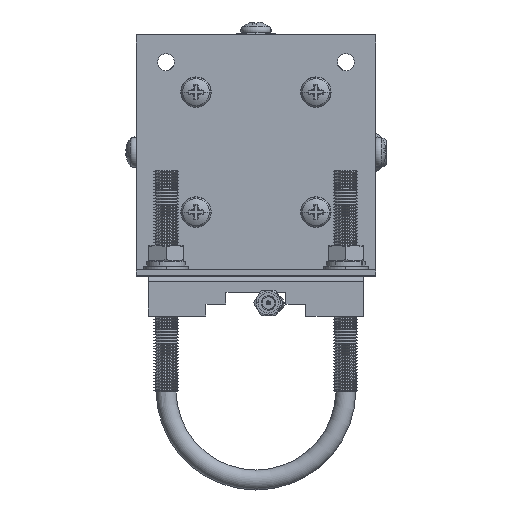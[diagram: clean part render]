
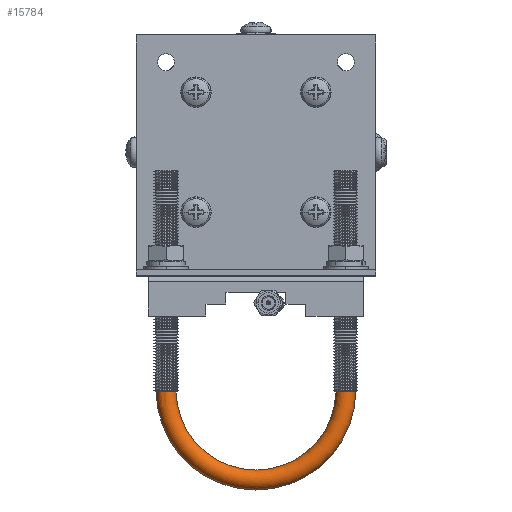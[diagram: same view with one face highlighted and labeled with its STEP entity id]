
A CAD part, top view. The second image highlights one B-rep face of the part: STEP entity #15784.
In plain terms, the highlighted toroidal (fillet/blend) face has major radius 28.575 mm and minor radius 3.175 mm.
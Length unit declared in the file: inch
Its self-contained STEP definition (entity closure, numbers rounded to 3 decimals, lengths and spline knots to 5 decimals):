
#709 = CARTESIAN_POINT ( 'NONE',  ( 0.02075, -2.77368, -0.12422 ) ) ;
#838 = CARTESIAN_POINT ( 'NONE',  ( 0.12339, -2.77388, -2.22705 ) ) ;
#1347 = CARTESIAN_POINT ( 'NONE',  ( 0., -2.75, -2.375 ) ) ;
#1668 = B_SPLINE_CURVE_WITH_KNOTS ( 'NONE', 3,
 ( #11243, #22648, #23527, #12143 ),
 .UNSPECIFIED., .F., .F.,
 ( 4, 4 ),
 ( -0.00024, 0.00037 ),
 .UNSPECIFIED. ) ;
#1934 = EDGE_CURVE ( 'NONE', #41140, #26700, #34695, .T. ) ;
#2422 = AXIS2_PLACEMENT_3D ( 'NONE', #6576, #14271, #36834 ) ;
#3198 = DIRECTION ( 'NONE',  ( 0., 0., 1. ) ) ;
#3934 = CARTESIAN_POINT ( 'NONE',  ( 0., -2.75, 0. ) ) ;
#4082 = CARTESIAN_POINT ( 'NONE',  ( 0.09894, -2.77369, -2.17081 ) ) ;
#4556 = CARTESIAN_POINT ( 'NONE',  ( 0.00211, -2.77371, -2.12473 ) ) ;
#4803 = TOROIDAL_SURFACE ( 'NONE', #2422, 1.125, 0.125 ) ;
#4905 = ORIENTED_EDGE ( 'NONE', *, *, #29620, .T. ) ;
#4936 = CARTESIAN_POINT ( 'NONE',  ( 0.09895, -2.77369, -0.07918 ) ) ;
#5210 = DIRECTION ( 'NONE',  ( 0., 1., 0. ) ) ;
#6576 = CARTESIAN_POINT ( 'NONE',  ( 0., -2.75, -1.125 ) ) ;
#8269 = CARTESIAN_POINT ( 'NONE',  ( 0.11361, -2.77378, -2.19668 ) ) ;
#8303 = ORIENTED_EDGE ( 'NONE', *, *, #35355, .T. ) ;
#8508 = CARTESIAN_POINT ( 'NONE',  ( 0.04567, -2.77364, -2.13265 ) ) ;
#8659 = CIRCLE ( 'NONE', #36383, 0.125 ) ;
#9271 = EDGE_CURVE ( 'NONE', #28158, #26700, #27755, .T. ) ;
#9662 = DIRECTION ( 'NONE',  ( 1., 0., 0. ) ) ;
#10716 = CARTESIAN_POINT ( 'NONE',  ( 0.12501, -2.77391, -0.01176 ) ) ;
#11243 = CARTESIAN_POINT ( 'NONE',  ( 0.125, -2.75, -2.25 ) ) ;
#11750 = CARTESIAN_POINT ( 'NONE',  ( 0.086, -2.77365, -2.15755 ) ) ;
#12143 = CARTESIAN_POINT ( 'NONE',  ( 0.125, -2.77393, -2.24987 ) ) ;
#12241 = CARTESIAN_POINT ( 'NONE',  ( 0.00121, -2.77371, -2.12472 ) ) ;
#13588 = CARTESIAN_POINT ( 'NONE',  ( 0.125, -2.75, 0. ) ) ;
#13678 = VERTEX_POINT ( 'NONE', #14198 ) ;
#14198 = CARTESIAN_POINT ( 'NONE',  ( 0.125, -2.75, -2.25 ) ) ;
#14271 = DIRECTION ( 'NONE',  ( 1., 0., 0. ) ) ;
#14435 = CARTESIAN_POINT ( 'NONE',  ( 0.11362, -2.77378, -0.05332 ) ) ;
#14831 = EDGE_LOOP ( 'NONE', ( #32813, #8303, #32231, #41739, #21639, #21367, #4905, #25567 ) ) ;
#15447 = CARTESIAN_POINT ( 'NONE',  ( 0.00061, -2.77371, -2.12472 ) ) ;
#15784 = ADVANCED_FACE ( 'NONE', ( #44292 ), #4803, .T. ) ;
#15857 = VERTEX_POINT ( 'NONE', #1347 ) ;
#15932 = CARTESIAN_POINT ( 'NONE',  ( 0.01002, -2.7737, -2.12509 ) ) ;
#16164 = CARTESIAN_POINT ( 'NONE',  ( 0., -2.77374, -2.12476 ) ) ;
#16691 = CARTESIAN_POINT ( 'NONE',  ( 0., -2.75, -2.25 ) ) ;
#16810 = CARTESIAN_POINT ( 'NONE',  ( 0., -2.75, -1.125 ) ) ;
#17518 = CARTESIAN_POINT ( 'NONE',  ( 0.125, -2.76595, -0.00004 ) ) ;
#18119 = CARTESIAN_POINT ( 'NONE',  ( 0., -2.77374, -2.12476 ) ) ;
#18181 = CARTESIAN_POINT ( 'NONE',  ( 0., -2.77374, -0.12524 ) ) ;
#19196 = CARTESIAN_POINT ( 'NONE',  ( 0.0127, -2.7737, -2.12533 ) ) ;
#19664 = EDGE_CURVE ( 'NONE', #48547, #29316, #36979, .T. ) ;
#19668 = CARTESIAN_POINT ( 'NONE',  ( 0.00425, -2.77371, -2.12478 ) ) ;
#20162 = CARTESIAN_POINT ( 'NONE',  ( 0.125, -2.75, 0. ) ) ;
#21367 = ORIENTED_EDGE ( 'NONE', *, *, #1934, .F. ) ;
#21639 = ORIENTED_EDGE ( 'NONE', *, *, #9271, .T. ) ;
#22539 = B_SPLINE_CURVE_WITH_KNOTS ( 'NONE', 3,
 ( #41894, #46143, #709, #38893, #35164, #26973, #4936, #14435, #38634, #23266, #10716, #37263 ),
 .UNSPECIFIED., .F., .F.,
 ( 4, 2, 2, 2, 2, 4 ),
 ( 0.49982, 0.62486, 0.74991, 0.87495, 0.93748, 1. ),
 .UNSPECIFIED. ) ;
#22648 = CARTESIAN_POINT ( 'NONE',  ( 0.125, -2.75798, -2.24998 ) ) ;
#23266 = CARTESIAN_POINT ( 'NONE',  ( 0.12339, -2.77388, -0.02295 ) ) ;
#23527 = CARTESIAN_POINT ( 'NONE',  ( 0.125, -2.76596, -2.24996 ) ) ;
#24283 = CARTESIAN_POINT ( 'NONE',  ( 0.125, -2.77393, -2.24987 ) ) ;
#25567 = ORIENTED_EDGE ( 'NONE', *, *, #44971, .T. ) ;
#26612 = CARTESIAN_POINT ( 'NONE',  ( 0.05936, -2.77363, -2.13851 ) ) ;
#26700 = VERTEX_POINT ( 'NONE', #18119 ) ;
#26848 = CARTESIAN_POINT ( 'NONE',  ( 0.11769, -2.77382, -2.20627 ) ) ;
#26973 = CARTESIAN_POINT ( 'NONE',  ( 0.086, -2.77365, -0.09245 ) ) ;
#27099 = CARTESIAN_POINT ( 'NONE',  ( 0.125, -2.77393, -2.24987 ) ) ;
#27755 = B_SPLINE_CURVE_WITH_KNOTS ( 'NONE', 3,
 ( #27099, #42261, #838, #26848, #8269, #4082, #11750, #26612, #8508, #41769, #42022, #19196, #15932, #31073, #19668, #4556, #12241, #15447, #34809, #16164 ),
 .UNSPECIFIED., .F., .F.,
 ( 4, 2, 2, 2, 2, 2, 2, 1, 1, 2, 4 ),
 ( 0., 0.06252, 0.12503, 0.25006, 0.37509, 0.43761, 0.46886, 0.48449, 0.49231, 0.49621, 0.50012 ),
 .UNSPECIFIED. ) ;
#28114 = DIRECTION ( 'NONE',  ( 0., -1., 0. ) ) ;
#28158 = VERTEX_POINT ( 'NONE', #24283 ) ;
#28191 = CARTESIAN_POINT ( 'NONE',  ( 0.125, -2.77393, -0.00013 ) ) ;
#29107 = AXIS2_PLACEMENT_3D ( 'NONE', #43927, #9662, #40427 ) ;
#29316 = VERTEX_POINT ( 'NONE', #20162 ) ;
#29620 = EDGE_CURVE ( 'NONE', #41140, #42990, #22539, .T. ) ;
#29935 = AXIS2_PLACEMENT_3D ( 'NONE', #16810, #38669, #5210 ) ;
#31073 = CARTESIAN_POINT ( 'NONE',  ( 0.00615, -2.77371, -2.12486 ) ) ;
#32231 = ORIENTED_EDGE ( 'NONE', *, *, #36270, .T. ) ;
#32813 = ORIENTED_EDGE ( 'NONE', *, *, #19664, .F. ) ;
#33344 = EDGE_CURVE ( 'NONE', #13678, #28158, #1668, .T. ) ;
#34695 = CIRCLE ( 'NONE', #29107, 1. ) ;
#34809 = CARTESIAN_POINT ( 'NONE',  ( 0.0004, -2.77371, -2.12472 ) ) ;
#34832 = CARTESIAN_POINT ( 'NONE',  ( 0., -2.75, 0.125 ) ) ;
#35164 = CARTESIAN_POINT ( 'NONE',  ( 0.05936, -2.77363, -0.11149 ) ) ;
#35355 = EDGE_CURVE ( 'NONE', #48547, #15857, #36275, .T. ) ;
#36270 = EDGE_CURVE ( 'NONE', #15857, #13678, #8659, .T. ) ;
#36275 = CIRCLE ( 'NONE', #29935, 1.25 ) ;
#36383 = AXIS2_PLACEMENT_3D ( 'NONE', #16691, #28114, #43776 ) ;
#36834 = DIRECTION ( 'NONE',  ( 0., 0., -1. ) ) ;
#36979 = CIRCLE ( 'NONE', #40633, 0.125 ) ;
#37263 = CARTESIAN_POINT ( 'NONE',  ( 0.125, -2.77393, -0.00013 ) ) ;
#38634 = CARTESIAN_POINT ( 'NONE',  ( 0.11769, -2.77382, -0.04373 ) ) ;
#38669 = DIRECTION ( 'NONE',  ( 1., 0., 0. ) ) ;
#38893 = CARTESIAN_POINT ( 'NONE',  ( 0.04567, -2.77364, -0.11735 ) ) ;
#40427 = DIRECTION ( 'NONE',  ( 0., 1., 0. ) ) ;
#40557 = B_SPLINE_CURVE_WITH_KNOTS ( 'NONE', 3,
 ( #28191, #17518, #46877, #13588 ),
 .UNSPECIFIED., .F., .F.,
 ( 4, 4 ),
 ( 0.03992, 0.04053 ),
 .UNSPECIFIED. ) ;
#40633 = AXIS2_PLACEMENT_3D ( 'NONE', #3934, #48631, #3198 ) ;
#41140 = VERTEX_POINT ( 'NONE', #18181 ) ;
#41739 = ORIENTED_EDGE ( 'NONE', *, *, #33344, .T. ) ;
#41769 = CARTESIAN_POINT ( 'NONE',  ( 0.02698, -2.77367, -2.1275 ) ) ;
#41894 = CARTESIAN_POINT ( 'NONE',  ( 0., -2.77374, -0.12524 ) ) ;
#42022 = CARTESIAN_POINT ( 'NONE',  ( 0.02104, -2.77368, -2.12638 ) ) ;
#42261 = CARTESIAN_POINT ( 'NONE',  ( 0.12501, -2.77391, -2.23824 ) ) ;
#42990 = VERTEX_POINT ( 'NONE', #43094 ) ;
#43094 = CARTESIAN_POINT ( 'NONE',  ( 0.125, -2.77393, -0.00013 ) ) ;
#43776 = DIRECTION ( 'NONE',  ( 0., 0., -1. ) ) ;
#43927 = CARTESIAN_POINT ( 'NONE',  ( 0., -2.75, -1.125 ) ) ;
#44292 = FACE_OUTER_BOUND ( 'NONE', #14831, .T. ) ;
#44971 = EDGE_CURVE ( 'NONE', #42990, #29316, #40557, .T. ) ;
#46143 = CARTESIAN_POINT ( 'NONE',  ( 0.00949, -2.77371, -0.12528 ) ) ;
#46877 = CARTESIAN_POINT ( 'NONE',  ( 0.125, -2.75797, -0.00002 ) ) ;
#48547 = VERTEX_POINT ( 'NONE', #34832 ) ;
#48631 = DIRECTION ( 'NONE',  ( 0., 1., 0. ) ) ;
